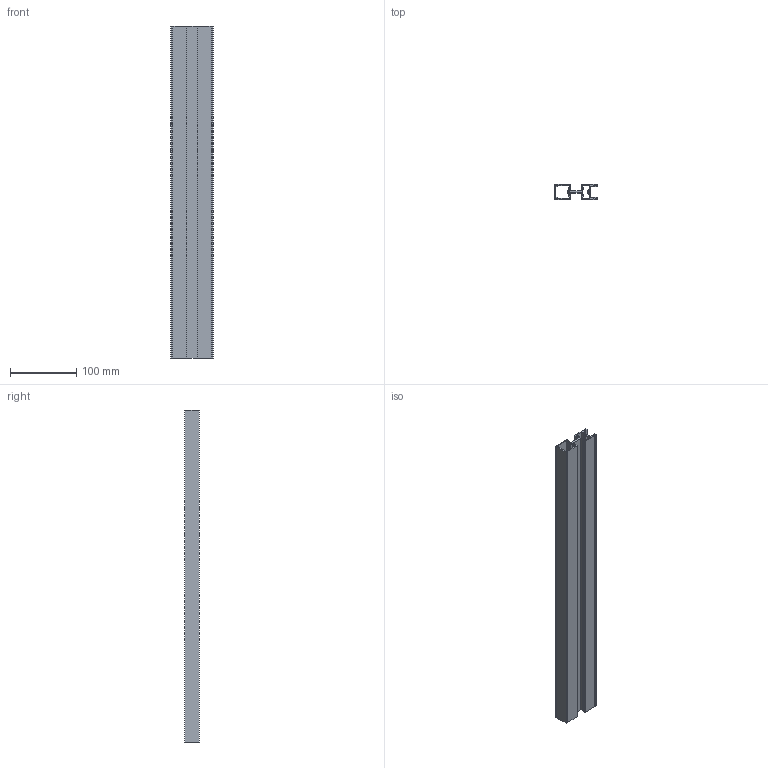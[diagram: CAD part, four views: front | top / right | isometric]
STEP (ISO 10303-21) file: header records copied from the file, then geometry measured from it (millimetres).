
FILE_DESCRIPTION (( 'STEP AP214' ), '1' );
FILE_NAME ('70202.STEP', '2021-03-03T08:16:33', ( '' ), ( '' ), 'SwSTEP 2.0', 'SolidWorks 2020', '' );
FILE_SCHEMA (( 'AUTOMOTIVE_DESIGN' ));
Length unit declared in the file: millimetre
Products named in the file (1): 70202
Bounding box: 64 x 22 x 500 mm (x, y, z)
Volume: 170428.4 mm3; surface area: 211034.7 mm2
Topology: 1 solids, 1 shells, 175 faces, 519 edges, 346 vertices
Faces by surface type: plane 89, cylinder 86
Entity records: 5947 total; most frequent: DIRECTION 1043, CARTESIAN_POINT 1041, ORIENTED_EDGE 1038, EDGE_CURVE 519, AXIS2_PLACEMENT_3D 348, LINE 347, VECTOR 347, VERTEX_POINT 346
